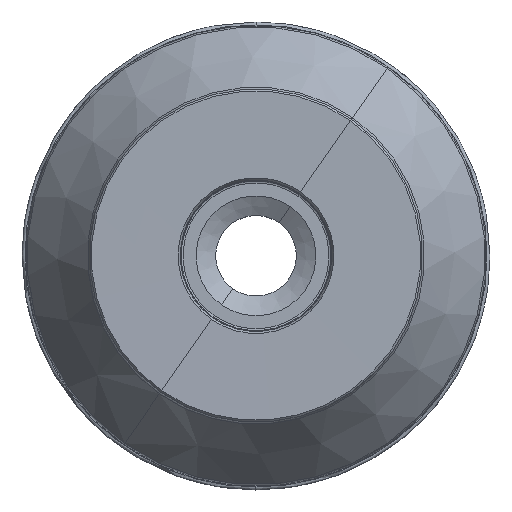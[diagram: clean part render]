
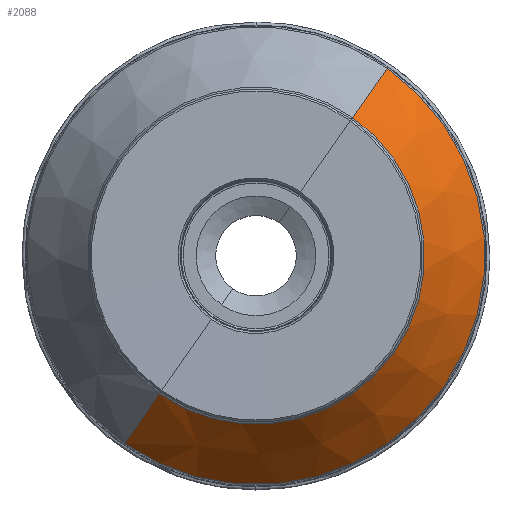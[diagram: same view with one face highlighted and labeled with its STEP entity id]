
A CAD part, top view. The second image highlights one B-rep face of the part: STEP entity #2088.
In plain terms, the highlighted conical face has half-angle 35 degrees and reference radius 53.09 mm.
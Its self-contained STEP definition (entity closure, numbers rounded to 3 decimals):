
#904=CARTESIAN_POINT('',(0.,0.,-39.708));
#905=DIRECTION('',(0.,0.,-1.));
#906=DIRECTION('',(0.574,0.819,0.));
#907=AXIS2_PLACEMENT_3D('',#904,#905,#906);
#912=DIRECTION('',(-0.329,-0.47,0.819));
#913=VECTOR('',#912,28.062);
#914=CARTESIAN_POINT('',(35.067,50.082,-39.708));
#915=LINE('',#914,#913);
#919=DIRECTION('',(0.329,0.47,0.819));
#920=VECTOR('',#919,28.062);
#921=CARTESIAN_POINT('',(-35.067,-50.082,
-39.708));
#922=LINE('',#921,#920);
#958=CARTESIAN_POINT('',(0.,0.,-16.721));
#959=DIRECTION('',(0.,0.,-1.));
#960=DIRECTION('',(0.574,0.819,0.));
#961=AXIS2_PLACEMENT_3D('',#958,#959,#960);
#1041=CARTESIAN_POINT('',(35.067,50.082,-39.708));
#1043=VERTEX_POINT('',#1041);
#1044=CARTESIAN_POINT('',(25.835,36.897,-16.721));
#1045=VERTEX_POINT('',#1044);
#1093=CARTESIAN_POINT('',(-35.067,-50.082,
-39.708));
#1095=VERTEX_POINT('',#1093);
#1096=CARTESIAN_POINT('',(-25.835,-36.897,
-16.721));
#1097=VERTEX_POINT('',#1096);
#2074=CARTESIAN_POINT('',(0.,0.,-28.214));
#2075=DIRECTION('',(0.,0.,-1.));
#2076=DIRECTION('',(-0.574,-0.819,0.));
#2077=AXIS2_PLACEMENT_3D('',#2074,#2075,#2076);
#2078=CONICAL_SURFACE('',#2077,53.09,35.);
#2080=ORIENTED_EDGE('',*,*,#2079,.F.);
#2081=ORIENTED_EDGE('',*,*,#2069,.T.);
#2083=ORIENTED_EDGE('',*,*,#2082,.T.);
#2085=ORIENTED_EDGE('',*,*,#2084,.F.);
#2086=EDGE_LOOP('',(#2080,#2081,#2083,#2085));
#2087=FACE_OUTER_BOUND('',#2086,.F.);
#908=CIRCLE('',#907,61.138);
#962=CIRCLE('',#961,45.043);
#2069=EDGE_CURVE('',#1043,#1095,#908,.T.);
#2079=EDGE_CURVE('',#1043,#1045,#915,.T.);
#2082=EDGE_CURVE('',#1095,#1097,#922,.T.);
#2084=EDGE_CURVE('',#1045,#1097,#962,.T.);
#2088=ADVANCED_FACE('',(#2087),#2078,.T.);
